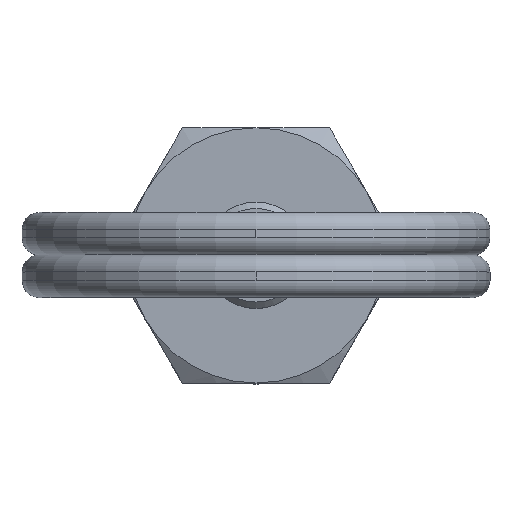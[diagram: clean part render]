
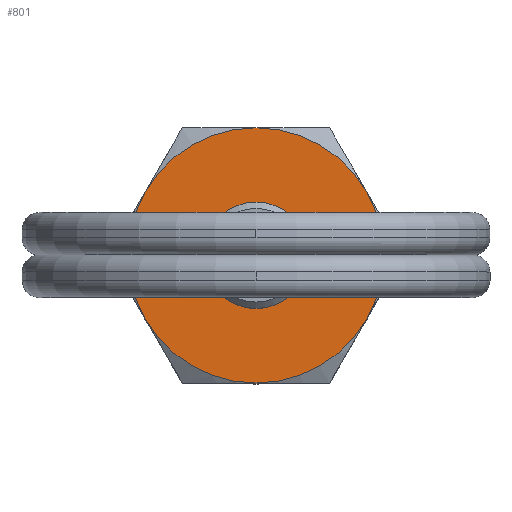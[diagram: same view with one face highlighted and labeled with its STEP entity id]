
A CAD part, top view. The second image highlights one B-rep face of the part: STEP entity #801.
In plain terms, the highlighted planar face has unit normal (0, 0, 1).
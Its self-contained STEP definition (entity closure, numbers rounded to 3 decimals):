
#413=VERTEX_POINT('',#1172);
#459=VERTEX_POINT('',#1223);
#495=VERTEX_POINT('',#1261);
#525=EDGE_CURVE('',#817,#603,#1295,.T.);
#555=EDGE_CURVE('',#413,#459,#1328,.T.);
#569=EDGE_CURVE('',#495,#937,#1344,.T.);
#579=EDGE_CURVE('',#459,#413,#1355,.T.);
#603=VERTEX_POINT('',#1380);
#697=EDGE_CURVE('',#967,#495,#1486,.T.);
#801=ADVANCED_FACE('',(#1597,#1598),#1599,.T.);
#817=VERTEX_POINT('',#1615);
#937=VERTEX_POINT('',#1751);
#967=VERTEX_POINT('',#1787);
#987=EDGE_CURVE('',#1025,#817,#1808,.T.);
#1019=EDGE_CURVE('',#603,#967,#1842,.T.);
#1025=VERTEX_POINT('',#1848);
#1091=EDGE_CURVE('',#937,#1025,#1924,.T.);
#1172=CARTESIAN_POINT('',(0.,1.25,4.5));
#1223=CARTESIAN_POINT('',(0.,-1.25,4.5));
#1261=CARTESIAN_POINT('',(0.0,3.0,4.5));
#1295=CIRCLE('',#2240,3.0);
#1328=CIRCLE('',#2283,1.25);
#1344=CIRCLE('',#2303,3.0);
#1355=CIRCLE('',#2336,1.25);
#1380=CARTESIAN_POINT('',(-2.598,-1.5,4.5));
#1486=CIRCLE('',#2593,3.0);
#1597=FACE_BOUND('',#2806,.T.);
#1598=FACE_OUTER_BOUND('',#2807,.T.);
#1599=PLANE('',#2808);
#1615=CARTESIAN_POINT('',(0.,-3.0,4.5));
#1751=CARTESIAN_POINT('',(2.598,1.5,4.5));
#1787=CARTESIAN_POINT('',(-2.598,1.5,4.5));
#1808=CIRCLE('',#3185,3.0);
#1842=CIRCLE('',#3248,3.0);
#1848=CARTESIAN_POINT('',(2.598,-1.5,4.5));
#1924=CIRCLE('',#3377,3.0);
#2240=AXIS2_PLACEMENT_3D('',#3645,#3646,#3647);
#2283=AXIS2_PLACEMENT_3D('',#3688,#3689,#3690);
#2303=AXIS2_PLACEMENT_3D('',#3708,#3709,#3710);
#2336=AXIS2_PLACEMENT_3D('',#3723,#3724,#3725);
#2593=AXIS2_PLACEMENT_3D('',#3867,#3868,#3869);
#2806=EDGE_LOOP('',(#3974,#3975));
#2807=EDGE_LOOP('',(#3976,#3977,#3978,#3979,#3980,#3981));
#2808=AXIS2_PLACEMENT_3D('',#3982,#3983,#3984);
#3185=AXIS2_PLACEMENT_3D('',#4263,#4264,#4265);
#3248=AXIS2_PLACEMENT_3D('',#4295,#4296,#4297);
#3377=AXIS2_PLACEMENT_3D('',#4397,#4398,#4399);
#3645=CARTESIAN_POINT('',(0.0,0.,4.5));
#3646=DIRECTION('',(0.0,0.,-1.0));
#3647=DIRECTION('',(0.0,1.0,0.));
#3688=CARTESIAN_POINT('',(0.0,0.,4.5));
#3689=DIRECTION('',(0.0,0.,-1.0));
#3690=DIRECTION('',(0.0,-1.0,0.));
#3708=CARTESIAN_POINT('',(0.0,0.,4.5));
#3709=DIRECTION('',(0.0,0.,-1.0));
#3710=DIRECTION('',(0.0,1.0,0.));
#3723=CARTESIAN_POINT('',(0.0,0.,4.5));
#3724=DIRECTION('',(0.0,0.,-1.0));
#3725=DIRECTION('',(0.0,-1.0,0.));
#3867=CARTESIAN_POINT('',(0.0,0.,4.5));
#3868=DIRECTION('',(0.0,0.,-1.0));
#3869=DIRECTION('',(0.0,1.0,0.));
#3974=ORIENTED_EDGE('',*,*,#555,.T.);
#3975=ORIENTED_EDGE('',*,*,#579,.T.);
#3976=ORIENTED_EDGE('',*,*,#569,.F.);
#3977=ORIENTED_EDGE('',*,*,#697,.F.);
#3978=ORIENTED_EDGE('',*,*,#1019,.F.);
#3979=ORIENTED_EDGE('',*,*,#525,.F.);
#3980=ORIENTED_EDGE('',*,*,#987,.F.);
#3981=ORIENTED_EDGE('',*,*,#1091,.F.);
#3982=CARTESIAN_POINT('',(0.0,1.5,4.5));
#3983=DIRECTION('',(0.0,0.,1.0));
#3984=DIRECTION('',(1.0,0.0,0.0));
#4263=CARTESIAN_POINT('',(0.0,0.,4.5));
#4264=DIRECTION('',(0.0,0.,-1.0));
#4265=DIRECTION('',(0.0,1.0,0.));
#4295=CARTESIAN_POINT('',(0.0,0.,4.5));
#4296=DIRECTION('',(0.0,0.,-1.0));
#4297=DIRECTION('',(0.0,1.0,0.));
#4397=CARTESIAN_POINT('',(0.0,0.,4.5));
#4398=DIRECTION('',(0.0,0.,-1.0));
#4399=DIRECTION('',(0.0,1.0,0.));
